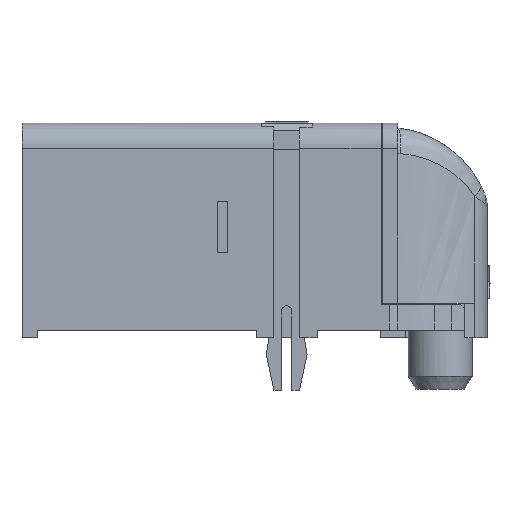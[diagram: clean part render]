
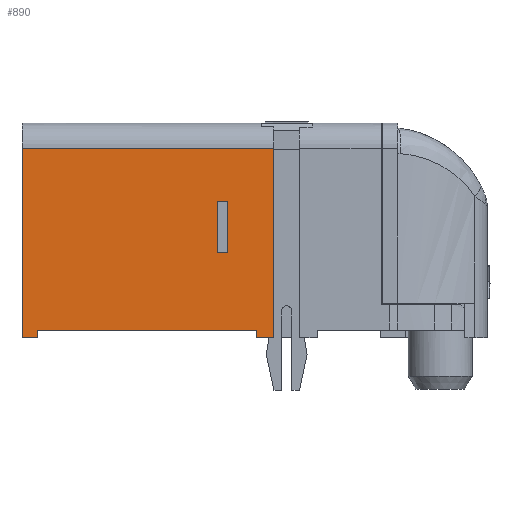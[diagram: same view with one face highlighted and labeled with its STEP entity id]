
A CAD part, left-side view. The second image highlights one B-rep face of the part: STEP entity #890.
In plain terms, the highlighted face is planar.
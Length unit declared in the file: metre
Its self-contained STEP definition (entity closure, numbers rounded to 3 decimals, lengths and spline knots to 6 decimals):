
#890 = ADVANCED_FACE( 'NONE', ( #2233, #2234 ), #2235, .F. );
#2233 = FACE_OUTER_BOUND( '', #4246, .T. );
#2234 = FACE_BOUND( '', #4247, .T. );
#2235 = PLANE( '', #4248 );
#4246 = EDGE_LOOP( '', ( #8488, #8489, #8490, #8491, #8492, #8493, #8494, #8495 ) );
#4247 = EDGE_LOOP( '', ( #8496, #8497, #8498, #8499 ) );
#4248 = AXIS2_PLACEMENT_3D( '', #8500, #8501, #8502 );
#8488 = ORIENTED_EDGE( '', *, *, #14215, .F. );
#8489 = ORIENTED_EDGE( '', *, *, #14216, .F. );
#8490 = ORIENTED_EDGE( '', *, *, #14217, .F. );
#8491 = ORIENTED_EDGE( '', *, *, #14218, .F. );
#8492 = ORIENTED_EDGE( '', *, *, #14219, .F. );
#8493 = ORIENTED_EDGE( '', *, *, #14220, .F. );
#8494 = ORIENTED_EDGE( '', *, *, #14221, .T. );
#8495 = ORIENTED_EDGE( '', *, *, #14222, .T. );
#8496 = ORIENTED_EDGE( '', *, *, #14223, .F. );
#8497 = ORIENTED_EDGE( '', *, *, #14224, .F. );
#8498 = ORIENTED_EDGE( '', *, *, #14225, .F. );
#8499 = ORIENTED_EDGE( '', *, *, #14226, .F. );
#8500 = CARTESIAN_POINT( '', ( 0.00775, 0.00405, 0.014 ) );
#8501 = DIRECTION( '', ( -1., 0., 0. ) );
#8502 = DIRECTION( '', ( 0., 0., 1. ) );
#14215 = EDGE_CURVE( 'NONE', #16751, #16752, #16753, .T. );
#14216 = EDGE_CURVE( 'NONE', #16754, #16751, #16755, .T. );
#14217 = EDGE_CURVE( 'NONE', #16756, #16754, #16757, .T. );
#14218 = EDGE_CURVE( 'NONE', #16758, #16756, #16759, .T. );
#14219 = EDGE_CURVE( 'NONE', #16760, #16758, #16761, .T. );
#14220 = EDGE_CURVE( 'NONE', #16762, #16760, #16763, .T. );
#14221 = EDGE_CURVE( 'NONE', #16762, #16764, #16765, .T. );
#14222 = EDGE_CURVE( 'NONE', #16764, #16752, #16766, .T. );
#14223 = EDGE_CURVE( 'NONE', #16767, #16768, #16769, .T. );
#14224 = EDGE_CURVE( 'NONE', #16770, #16767, #16771, .T. );
#14225 = EDGE_CURVE( 'NONE', #16772, #16770, #16773, .T. );
#14226 = EDGE_CURVE( 'NONE', #16768, #16772, #16774, .T. );
#16751 = VERTEX_POINT( 'NONE', #21118 );
#16752 = VERTEX_POINT( 'NONE', #21119 );
#16753 = LINE( '', #21120, #21121 );
#16754 = VERTEX_POINT( 'NONE', #21122 );
#16755 = LINE( '', #21123, #21124 );
#16756 = VERTEX_POINT( 'NONE', #21125 );
#16757 = LINE( '', #21126, #21127 );
#16758 = VERTEX_POINT( 'NONE', #21128 );
#16759 = LINE( '', #21129, #21130 );
#16760 = VERTEX_POINT( 'NONE', #21131 );
#16761 = LINE( '', #21132, #21133 );
#16762 = VERTEX_POINT( 'NONE', #21134 );
#16763 = LINE( '', #21135, #21136 );
#16764 = VERTEX_POINT( 'NONE', #21137 );
#16765 = LINE( '', #21138, #21139 );
#16766 = LINE( '', #21140, #21141 );
#16767 = VERTEX_POINT( 'NONE', #21142 );
#16768 = VERTEX_POINT( 'NONE', #21143 );
#16769 = LINE( '', #21144, #21145 );
#16770 = VERTEX_POINT( 'NONE', #21146 );
#16771 = LINE( '', #21147, #21148 );
#16772 = VERTEX_POINT( 'NONE', #21149 );
#16773 = LINE( '', #21150, #21151 );
#16774 = LINE( '', #21152, #21153 );
#21118 = CARTESIAN_POINT( '', ( 0.00775, -0.00435, 0.00415 ) );
#21119 = CARTESIAN_POINT( '', ( 0.00775, -0.00435, 0.00485 ) );
#21120 = CARTESIAN_POINT( '', ( 0.00775, -0.00435, 0.014 ) );
#21121 = VECTOR( '', #26252, 1. );
#21122 = CARTESIAN_POINT( '', ( 0.00775, 0.00305, 0.00415 ) );
#21123 = CARTESIAN_POINT( '', ( 0.00775, 0.00405, 0.00415 ) );
#21124 = VECTOR( '', #26253, 1. );
#21125 = CARTESIAN_POINT( '', ( 0.00775, 0.00305, 0.014 ) );
#21126 = CARTESIAN_POINT( '', ( 0.00775, 0.00305, 0.014 ) );
#21127 = VECTOR( '', #26254, 1. );
#21128 = CARTESIAN_POINT( '', ( 0.00775, -0.00435, 0.014 ) );
#21129 = CARTESIAN_POINT( '', ( 0.00775, 0.00405, 0.014 ) );
#21130 = VECTOR( '', #26255, 1. );
#21131 = CARTESIAN_POINT( '', ( 0.00775, -0.00435, 0.0134 ) );
#21132 = CARTESIAN_POINT( '', ( 0.00775, -0.00435, 0.014 ) );
#21133 = VECTOR( '', #26256, 1. );
#21134 = CARTESIAN_POINT( '', ( 0.00775, -0.00405, 0.0134 ) );
#21135 = CARTESIAN_POINT( '', ( 0.00775, 0.00405, 0.0134 ) );
#21136 = VECTOR( '', #26257, 1. );
#21137 = CARTESIAN_POINT( '', ( 0.00775, -0.00405, 0.00485 ) );
#21138 = CARTESIAN_POINT( '', ( 0.00775, -0.00405, 0.014 ) );
#21139 = VECTOR( '', #26258, 1. );
#21140 = CARTESIAN_POINT( '', ( 0.00775, -0.00435, 0.00485 ) );
#21141 = VECTOR( '', #26259, 1. );
#21142 = CARTESIAN_POINT( '', ( 0.00775, 0.001, 0.00635 ) );
#21143 = CARTESIAN_POINT( '', ( 0.00775, -0.001, 0.00635 ) );
#21144 = CARTESIAN_POINT( '', ( 0.00775, 0.00405, 0.00635 ) );
#21145 = VECTOR( '', #26260, 1. );
#21146 = CARTESIAN_POINT( '', ( 0.00775, 0.001, 0.00595 ) );
#21147 = CARTESIAN_POINT( '', ( 0.00775, 0.001, 0.014 ) );
#21148 = VECTOR( '', #26261, 1. );
#21149 = CARTESIAN_POINT( '', ( 0.00775, -0.001, 0.00595 ) );
#21150 = CARTESIAN_POINT( '', ( 0.00775, 0.00405, 0.00595 ) );
#21151 = VECTOR( '', #26262, 1. );
#21152 = CARTESIAN_POINT( '', ( 0.00775, -0.001, 0.014 ) );
#21153 = VECTOR( '', #26263, 1. );
#26252 = DIRECTION( '', ( 0., 0., 1. ) );
#26253 = DIRECTION( '', ( 0., -1., 0. ) );
#26254 = DIRECTION( '', ( 0., 0., -1. ) );
#26255 = DIRECTION( '', ( 0., 1., 0. ) );
#26256 = DIRECTION( '', ( 0., 0., 1. ) );
#26257 = DIRECTION( '', ( 0., -1., 0. ) );
#26258 = DIRECTION( '', ( 0., 0., -1. ) );
#26259 = DIRECTION( '', ( 0., -1., 0. ) );
#26260 = DIRECTION( '', ( 0., -1., 0. ) );
#26261 = DIRECTION( '', ( 0., 0., 1. ) );
#26262 = DIRECTION( '', ( 0., 1., 0. ) );
#26263 = DIRECTION( '', ( 0., 0., -1. ) );
